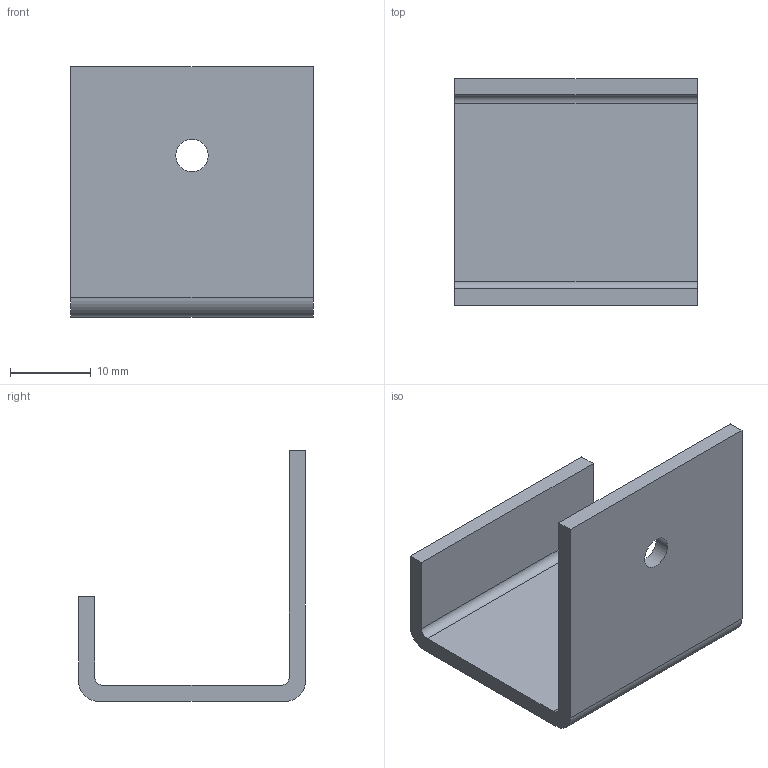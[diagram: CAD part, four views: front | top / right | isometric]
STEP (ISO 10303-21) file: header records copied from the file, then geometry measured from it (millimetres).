
FILE_DESCRIPTION(('CATIA V5 STEP Exchange'),'2;1');
FILE_NAME('SUPPORT MIROIR.stp','2022-01-21T13:57:53+00:00',('none'),('none'),'CATIA Version 5-6 Release 2017 SP5 HF57','CATIA V5 STEP AP203','none');
FILE_SCHEMA(('CONFIG_CONTROL_DESIGN'));
Length unit declared in the file: millimetre
Products named in the file (1): PART1
Bounding box: 30 x 28 x 31 mm (x, y, z)
Volume: 3987.3 mm3; surface area: 4377.4 mm2
Topology: 1 solids, 1 shells, 16 faces, 42 edges, 28 vertices
Faces by surface type: plane 10, cylinder 6
Entity records: 530 total; most frequent: CARTESIAN_POINT 87, ORIENTED_EDGE 84, DIRECTION 74, EDGE_CURVE 42, VECTOR 30, LINE 30, AXIS2_PLACEMENT_3D 29, VERTEX_POINT 28
